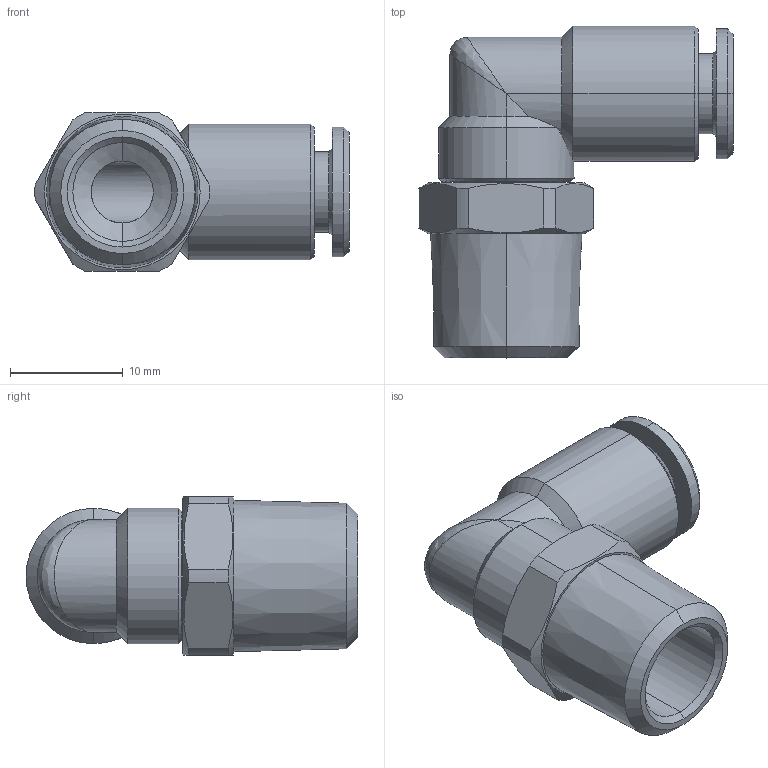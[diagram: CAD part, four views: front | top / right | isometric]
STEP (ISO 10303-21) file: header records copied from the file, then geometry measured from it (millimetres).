
FILE_DESCRIPTION (( 'STEP AP203' ), '1' );
FILE_NAME ('B0060032.STEP', '2011-03-22T09:46:26', ( '' ), ( 'sopra-pneumatic' ), 'SwSTEP 2.0', 'SolidWorks 2009', '' );
FILE_SCHEMA (( 'CONFIG_CONTROL_DESIGN' ));
Length unit declared in the file: millimetre
Products named in the file (1): B0060032
Bounding box: 27.85 x 29.4 x 14 mm (x, y, z)
Volume: 3319.1 mm3; surface area: 3012.5 mm2
Topology: 1 solids, 3 shells, 85 faces, 189 edges, 114 vertices
Faces by surface type: cylinder 34, cone 28, plane 22, bspline 1
Entity records: 3067 total; most frequent: CARTESIAN_POINT 1124, DIRECTION 406, ORIENTED_EDGE 374, EDGE_CURVE 187, AXIS2_PLACEMENT_3D 165, VERTEX_POINT 114, EDGE_LOOP 93, FACE_OUTER_BOUND 85
